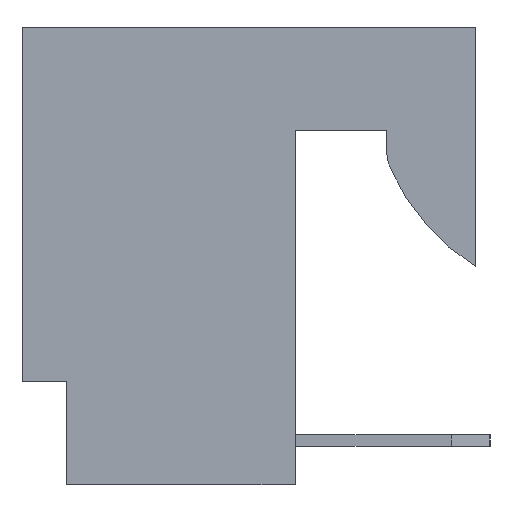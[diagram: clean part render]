
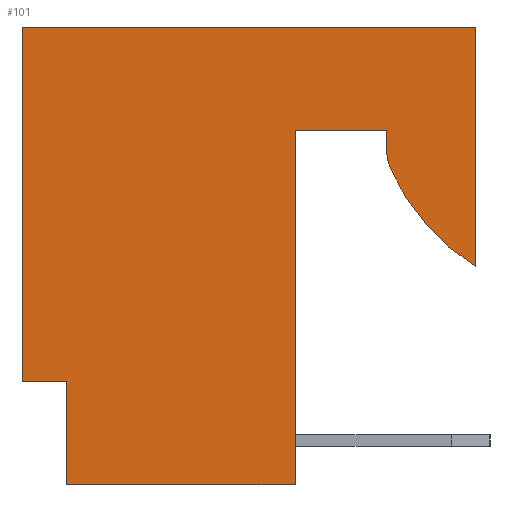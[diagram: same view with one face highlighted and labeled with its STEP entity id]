
A CAD part, left-side view. The second image highlights one B-rep face of the part: STEP entity #101.
In plain terms, the highlighted planar face has unit normal (-1, 0, 0).
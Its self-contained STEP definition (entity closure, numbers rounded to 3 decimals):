
#101=ADVANCED_FACE('',(#568),#569,.F.);
#568=FACE_OUTER_BOUND('',#1444,.T.);
#569=PLANE('',#1445);
#1444=EDGE_LOOP('',(#2480,#2481,#2482,#2483,#2484,#2485,#2486,#2487,#2488,#2489,#2490));
#1445=AXIS2_PLACEMENT_3D('',#2491,#2492,#2493);
#2480=ORIENTED_EDGE('',*,*,#6002,.F.);
#2481=ORIENTED_EDGE('',*,*,#6003,.F.);
#2482=ORIENTED_EDGE('',*,*,#6004,.F.);
#2483=ORIENTED_EDGE('',*,*,#6005,.F.);
#2484=ORIENTED_EDGE('',*,*,#6006,.F.);
#2485=ORIENTED_EDGE('',*,*,#6007,.F.);
#2486=ORIENTED_EDGE('',*,*,#6008,.F.);
#2487=ORIENTED_EDGE('',*,*,#6009,.F.);
#2488=ORIENTED_EDGE('',*,*,#6010,.F.);
#2489=ORIENTED_EDGE('',*,*,#6011,.F.);
#2490=ORIENTED_EDGE('',*,*,#6012,.F.);
#2491=CARTESIAN_POINT('',(-10.109,0.0,0.0));
#2492=DIRECTION('',(1.0,0.0,0.0));
#2493=DIRECTION('',(0.0,1.0,0.0));
#6002=EDGE_CURVE('',#7352,#7353,#7354,.T.);
#6003=EDGE_CURVE('',#7355,#7352,#7356,.T.);
#6004=EDGE_CURVE('',#7357,#7355,#7358,.T.);
#6005=EDGE_CURVE('',#7359,#7357,#7360,.T.);
#6006=EDGE_CURVE('',#7361,#7359,#7362,.T.);
#6007=EDGE_CURVE('',#7363,#7361,#7364,.T.);
#6008=EDGE_CURVE('',#7365,#7363,#7366,.T.);
#6009=EDGE_CURVE('',#7367,#7365,#7368,.T.);
#6010=EDGE_CURVE('',#7369,#7367,#7370,.T.);
#6011=EDGE_CURVE('',#7371,#7369,#7372,.T.);
#6012=EDGE_CURVE('',#7353,#7371,#7373,.T.);
#7352=VERTEX_POINT('',#9356);
#7353=VERTEX_POINT('',#9357);
#7354=LINE('',#9358,#9359);
#7355=VERTEX_POINT('',#9360);
#7356=LINE('',#9361,#9362);
#7357=VERTEX_POINT('',#9363);
#7358=LINE('',#9364,#9365);
#7359=VERTEX_POINT('',#9366);
#7360=LINE('',#9367,#9368);
#7361=VERTEX_POINT('',#9369);
#7362=LINE('',#9370,#9371);
#7363=VERTEX_POINT('',#9372);
#7364=LINE('',#9373,#9374);
#7365=VERTEX_POINT('',#9375);
#7366=LINE('',#9376,#9377);
#7367=VERTEX_POINT('',#9378);
#7368=LINE('',#9379,#9380);
#7369=VERTEX_POINT('',#9381);
#7370=CIRCLE('',#9382,0.762);
#7371=VERTEX_POINT('',#9383);
#7372=CIRCLE('',#9384,3.81);
#7373=LINE('',#9385,#9386);
#9356=CARTESIAN_POINT('',(-10.109,7.798,0.0));
#9357=CARTESIAN_POINT('',(-10.109,0.0,0.0));
#9358=CARTESIAN_POINT('',(-10.109,7.798,0.0));
#9359=VECTOR('',#12190,7.798);
#9360=CARTESIAN_POINT('',(-10.109,7.798,-6.096));
#9361=CARTESIAN_POINT('',(-10.109,7.798,-6.096));
#9362=VECTOR('',#12191,6.096);
#9363=CARTESIAN_POINT('',(-10.109,7.036,-6.096));
#9364=CARTESIAN_POINT('',(-10.109,7.036,-6.096));
#9365=VECTOR('',#12192,0.762);
#9366=CARTESIAN_POINT('',(-10.109,7.036,-7.874));
#9367=CARTESIAN_POINT('',(-10.109,7.036,-7.874));
#9368=VECTOR('',#12193,1.778);
#9369=CARTESIAN_POINT('',(-10.109,3.099,-7.874));
#9370=CARTESIAN_POINT('',(-10.109,3.099,-7.874));
#9371=VECTOR('',#12194,3.937);
#9372=CARTESIAN_POINT('',(-10.109,3.099,-1.778));
#9373=CARTESIAN_POINT('',(-10.109,3.099,-1.778));
#9374=VECTOR('',#12195,6.096);
#9375=CARTESIAN_POINT('',(-10.109,1.524,-1.778));
#9376=CARTESIAN_POINT('',(-10.109,1.524,-1.778));
#9377=VECTOR('',#12196,1.575);
#9378=CARTESIAN_POINT('',(-10.109,1.524,-2.125));
#9379=CARTESIAN_POINT('',(-10.109,1.524,-2.125));
#9380=VECTOR('',#12197,0.347);
#9381=CARTESIAN_POINT('',(-10.109,1.459,-2.434));
#9382=AXIS2_PLACEMENT_3D('',#12198,#12199,#12200);
#9383=CARTESIAN_POINT('',(-10.109,0.0,-4.117));
#9384=AXIS2_PLACEMENT_3D('',#12201,#12202,#12203);
#9385=CARTESIAN_POINT('',(-10.109,0.0,0.0));
#9386=VECTOR('',#12204,4.117);
#12190=DIRECTION('',(0.0,-1.0,0.0));
#12191=DIRECTION('',(0.0,0.0,1.0));
#12192=DIRECTION('',(0.0,1.0,0.0));
#12193=DIRECTION('',(0.0,0.0,1.0));
#12194=DIRECTION('',(0.0,1.0,0.0));
#12195=DIRECTION('',(0.0,0.0,-1.0));
#12196=DIRECTION('',(0.0,1.0,0.0));
#12197=DIRECTION('',(0.0,0.0,1.0));
#12198=CARTESIAN_POINT('',(-10.109,0.762,-2.125));
#12199=DIRECTION('',(1.0,0.0,0.0));
#12200=DIRECTION('',(0.0,0.914,-0.405));
#12201=CARTESIAN_POINT('',(-10.109,-2.024,-0.889));
#12202=DIRECTION('',(1.0,0.0,0.0));
#12203=DIRECTION('',(0.0,0.531,-0.847));
#12204=DIRECTION('',(0.0,0.0,-1.0));
